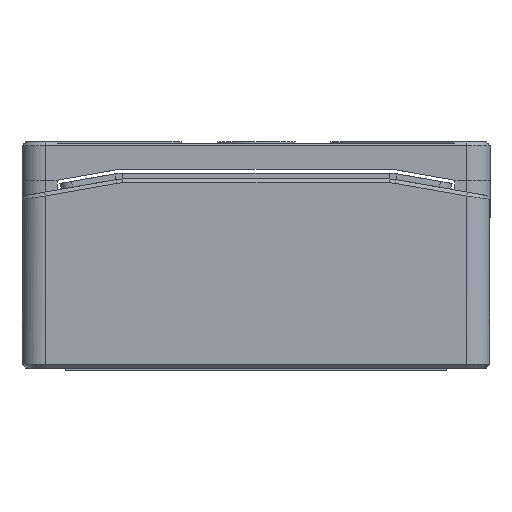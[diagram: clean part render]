
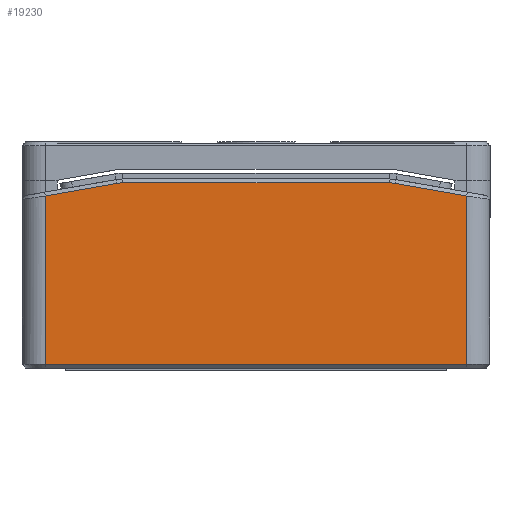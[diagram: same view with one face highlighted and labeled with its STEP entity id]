
A CAD part, left-side view. The second image highlights one B-rep face of the part: STEP entity #19230.
In plain terms, the highlighted planar face has unit normal (-1, 0, 0).
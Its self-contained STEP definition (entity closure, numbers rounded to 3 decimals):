
#437 = EDGE_CURVE ( 'NONE', #9029, #12110, #15967, .T. ) ;
#569 = VECTOR ( 'NONE', #6883, 1000. ) ;
#825 = CARTESIAN_POINT ( 'NONE',  ( -180., 0., 23. ) ) ;
#1274 = ORIENTED_EDGE ( 'NONE', *, *, #3521, .T. ) ;
#1287 = CARTESIAN_POINT ( 'NONE',  ( -180., 54., 1.5 ) ) ;
#1389 = CARTESIAN_POINT ( 'NONE',  ( -180., 54., 44.634 ) ) ;
#1500 = CARTESIAN_POINT ( 'NONE',  ( -180., -34.125, 39. ) ) ;
#1628 = EDGE_CURVE ( 'NONE', #16390, #5964, #3483, .T. ) ;
#2490 = CARTESIAN_POINT ( 'NONE',  ( -180., 5.328, 53.217 ) ) ;
#2828 = AXIS2_PLACEMENT_3D ( 'NONE', #3245, #9914, #6679 ) ;
#2872 = CIRCLE ( 'NONE', #2828, 9. ) ;
#3028 = EDGE_CURVE ( 'NONE', #12110, #9957, #17097, .T. ) ;
#3119 = LINE ( 'NONE', #11677, #569 ) ;
#3245 = CARTESIAN_POINT ( 'NONE',  ( -180., 34.125, 39. ) ) ;
#3483 = LINE ( 'NONE', #19551, #12414 ) ;
#3521 = EDGE_CURVE ( 'NONE', #9957, #16390, #7610, .T. ) ;
#3550 = ORIENTED_EDGE ( 'NONE', *, *, #437, .T. ) ;
#3847 = EDGE_LOOP ( 'NONE', ( #15618, #3550, #5648, #1274, #16534, #4173, #16232, #16099 ) ) ;
#4173 = ORIENTED_EDGE ( 'NONE', *, *, #20788, .T. ) ;
#4213 = DIRECTION ( 'NONE',  ( 0., 1., 0. ) ) ;
#4266 = VERTEX_POINT ( 'NONE', #20289 ) ;
#4282 = DIRECTION ( 'NONE',  ( 0., 0., -1. ) ) ;
#5648 = ORIENTED_EDGE ( 'NONE', *, *, #3028, .T. ) ;
#5748 = PLANE ( 'NONE',  #11903 ) ;
#5964 = VERTEX_POINT ( 'NONE', #14351 ) ;
#6442 = VERTEX_POINT ( 'NONE', #6889 ) ;
#6679 = DIRECTION ( 'NONE',  ( 0., 1., 0. ) ) ;
#6883 = DIRECTION ( 'NONE',  ( 0., 0.985, 0.174 ) ) ;
#6889 = CARTESIAN_POINT ( 'NONE',  ( -180., 34.125, 48. ) ) ;
#7083 = CARTESIAN_POINT ( 'NONE',  ( -180., 0., 48. ) ) ;
#7604 = DIRECTION ( 'NONE',  ( 1., 0., 0. ) ) ;
#7610 = LINE ( 'NONE', #13840, #14752 ) ;
#8603 = EDGE_CURVE ( 'NONE', #4266, #6442, #9640, .T. ) ;
#8932 = CARTESIAN_POINT ( 'NONE',  ( -180., -35.688, 47.863 ) ) ;
#9029 = VERTEX_POINT ( 'NONE', #18438 ) ;
#9438 = VECTOR ( 'NONE', #4282, 1000. ) ;
#9555 = AXIS2_PLACEMENT_3D ( 'NONE', #1500, #13157, #9691 ) ;
#9640 = LINE ( 'NONE', #7083, #15473 ) ;
#9691 = DIRECTION ( 'NONE',  ( 0., 1., 0. ) ) ;
#9914 = DIRECTION ( 'NONE',  ( -1., 0., 0. ) ) ;
#9957 = VERTEX_POINT ( 'NONE', #1287 ) ;
#10954 = CARTESIAN_POINT ( 'NONE',  ( -180., 54., 23. ) ) ;
#11627 = VECTOR ( 'NONE', #15425, 1000. ) ;
#11677 = CARTESIAN_POINT ( 'NONE',  ( -180., -5.328, 53.217 ) ) ;
#11750 = CARTESIAN_POINT ( 'NONE',  ( -180., -54., 1.5 ) ) ;
#11903 = AXIS2_PLACEMENT_3D ( 'NONE', #825, #7604, #20349 ) ;
#12110 = VERTEX_POINT ( 'NONE', #1389 ) ;
#12414 = VECTOR ( 'NONE', #19420, 1000. ) ;
#13157 = DIRECTION ( 'NONE',  ( -1., 0., 0. ) ) ;
#13828 = FACE_OUTER_BOUND ( 'NONE', #3847, .T. ) ;
#13840 = CARTESIAN_POINT ( 'NONE',  ( -180., 0., 1.5 ) ) ;
#14351 = CARTESIAN_POINT ( 'NONE',  ( -180., -54., 44.634 ) ) ;
#14696 = EDGE_CURVE ( 'NONE', #18580, #4266, #16068, .T. ) ;
#14752 = VECTOR ( 'NONE', #15542, 1000. ) ;
#15425 = DIRECTION ( 'NONE',  ( 0., 0.985, -0.174 ) ) ;
#15473 = VECTOR ( 'NONE', #4213, 1000. ) ;
#15542 = DIRECTION ( 'NONE',  ( 0., -1., 0. ) ) ;
#15618 = ORIENTED_EDGE ( 'NONE', *, *, #20738, .T. ) ;
#15967 = LINE ( 'NONE', #2490, #11627 ) ;
#16068 = CIRCLE ( 'NONE', #9555, 9. ) ;
#16099 = ORIENTED_EDGE ( 'NONE', *, *, #8603, .T. ) ;
#16232 = ORIENTED_EDGE ( 'NONE', *, *, #14696, .T. ) ;
#16390 = VERTEX_POINT ( 'NONE', #11750 ) ;
#16534 = ORIENTED_EDGE ( 'NONE', *, *, #1628, .T. ) ;
#17097 = LINE ( 'NONE', #10954, #9438 ) ;
#18438 = CARTESIAN_POINT ( 'NONE',  ( -180., 35.688, 47.863 ) ) ;
#18580 = VERTEX_POINT ( 'NONE', #8932 ) ;
#19230 = ADVANCED_FACE ( 'NONE', ( #13828 ), #5748, .F. ) ;
#19420 = DIRECTION ( 'NONE',  ( 0., 0., 1. ) ) ;
#19551 = CARTESIAN_POINT ( 'NONE',  ( -180., -54., 23. ) ) ;
#20289 = CARTESIAN_POINT ( 'NONE',  ( -180., -34.125, 48. ) ) ;
#20349 = DIRECTION ( 'NONE',  ( 0., 1., 0. ) ) ;
#20738 = EDGE_CURVE ( 'NONE', #6442, #9029, #2872, .T. ) ;
#20788 = EDGE_CURVE ( 'NONE', #5964, #18580, #3119, .T. ) ;
